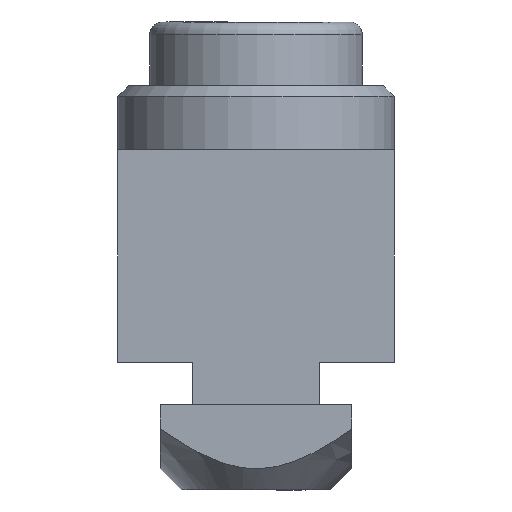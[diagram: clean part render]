
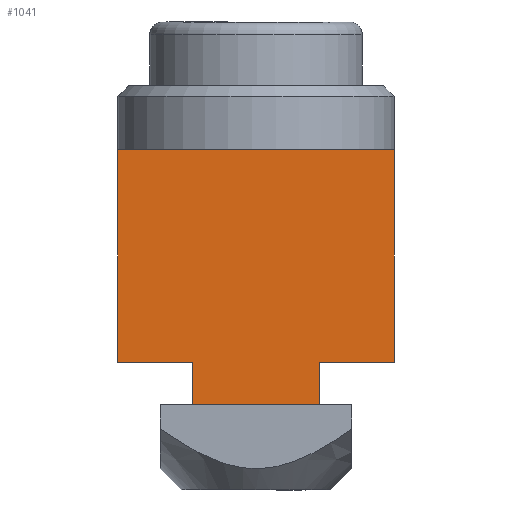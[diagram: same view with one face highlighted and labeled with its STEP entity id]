
A CAD part, front view. The second image highlights one B-rep face of the part: STEP entity #1041.
In plain terms, the highlighted planar face has unit normal (0, -1, 0).
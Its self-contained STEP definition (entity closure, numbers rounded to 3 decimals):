
#162=FACE_OUTER_BOUND('',#216,.T.);
#216=EDGE_LOOP('',(#773,#774,#775,#776,#777,#778,#779,#780));
#270=LINE('',#1645,#353);
#282=LINE('',#1675,#365);
#285=LINE('',#1691,#368);
#295=LINE('',#1712,#378);
#304=LINE('',#1730,#387);
#306=LINE('',#1738,#389);
#308=LINE('',#1749,#391);
#309=LINE('',#1750,#392);
#353=VECTOR('',#1314,10.);
#365=VECTOR('',#1338,10.);
#368=VECTOR('',#1353,10.);
#378=VECTOR('',#1369,10.);
#387=VECTOR('',#1384,10.);
#389=VECTOR('',#1396,10.);
#391=VECTOR('',#1414,10.);
#392=VECTOR('',#1415,10.);
#436=VERTEX_POINT('',#1642);
#437=VERTEX_POINT('',#1644);
#449=VERTEX_POINT('',#1673);
#455=VERTEX_POINT('',#1688);
#456=VERTEX_POINT('',#1690);
#464=VERTEX_POINT('',#1710);
#470=VERTEX_POINT('',#1728);
#472=VERTEX_POINT('',#1748);
#541=EDGE_CURVE('',#437,#436,#270,.T.);
#556=EDGE_CURVE('',#436,#449,#282,.T.);
#564=EDGE_CURVE('',#456,#455,#285,.T.);
#575=EDGE_CURVE('',#455,#464,#295,.T.);
#584=EDGE_CURVE('',#449,#470,#304,.T.);
#589=EDGE_CURVE('',#464,#437,#306,.T.);
#595=EDGE_CURVE('',#472,#470,#308,.T.);
#596=EDGE_CURVE('',#456,#472,#309,.T.);
#773=ORIENTED_EDGE('',*,*,#541,.T.);
#774=ORIENTED_EDGE('',*,*,#556,.T.);
#775=ORIENTED_EDGE('',*,*,#584,.T.);
#776=ORIENTED_EDGE('',*,*,#595,.F.);
#777=ORIENTED_EDGE('',*,*,#596,.F.);
#778=ORIENTED_EDGE('',*,*,#564,.T.);
#779=ORIENTED_EDGE('',*,*,#575,.T.);
#780=ORIENTED_EDGE('',*,*,#589,.T.);
#1003=PLANE('',#1212);
#1041=ADVANCED_FACE('',(#162),#1003,.T.);
#1212=AXIS2_PLACEMENT_3D('',#1747,#1412,#1413);
#1314=DIRECTION('',(0.,0.,1.));
#1338=DIRECTION('',(1.,0.,0.));
#1353=DIRECTION('',(1.,0.,0.));
#1369=DIRECTION('',(0.,0.,-1.));
#1384=DIRECTION('',(0.,0.,1.));
#1396=DIRECTION('',(1.,0.,0.));
#1412=DIRECTION('center_axis',(0.,-1.,0.));
#1413=DIRECTION('ref_axis',(1.,0.,0.));
#1414=DIRECTION('',(1.,0.,0.));
#1415=DIRECTION('',(0.,0.,1.));
#1642=CARTESIAN_POINT('',(3.,-30.,2.));
#1644=CARTESIAN_POINT('',(3.,-30.,0.));
#1645=CARTESIAN_POINT('',(3.,-30.,0.));
#1673=CARTESIAN_POINT('',(6.5,-30.,2.));
#1675=CARTESIAN_POINT('',(-0.875,-30.,2.));
#1688=CARTESIAN_POINT('',(-3.,-30.,2.));
#1690=CARTESIAN_POINT('',(-6.5,-30.,2.));
#1691=CARTESIAN_POINT('',(-5.625,-30.,2.));
#1710=CARTESIAN_POINT('',(-3.,-30.,0.));
#1712=CARTESIAN_POINT('',(-3.,-30.,0.));
#1728=CARTESIAN_POINT('',(6.5,-30.,12.));
#1730=CARTESIAN_POINT('',(6.5,-30.,0.));
#1738=CARTESIAN_POINT('',(-6.5,-30.,0.));
#1747=CARTESIAN_POINT('Origin',(-6.5,-30.,0.));
#1748=CARTESIAN_POINT('',(-6.5,-30.,12.));
#1749=CARTESIAN_POINT('',(-6.5,-30.,12.));
#1750=CARTESIAN_POINT('',(-6.5,-30.,0.));
